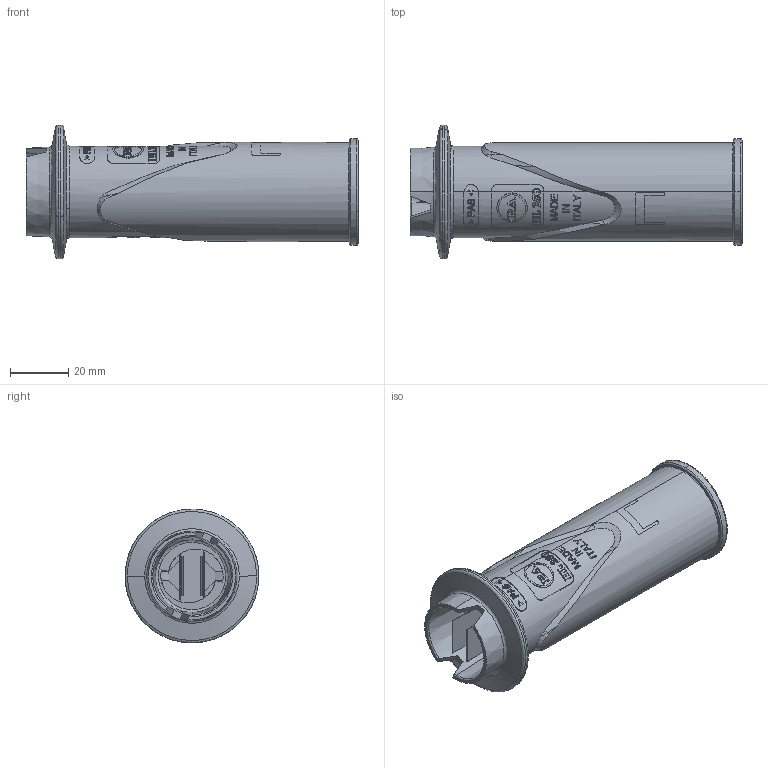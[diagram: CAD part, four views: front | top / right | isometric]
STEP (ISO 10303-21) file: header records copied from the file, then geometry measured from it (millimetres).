
FILE_DESCRIPTION (( 'STEP AP203' ), '1' );
FILE_NAME ('7920.STEP', '2023-12-19T18:20:49', ( '' ), ( '' ), 'SwSTEP 2.0', 'SolidWorks 2023', '' );
FILE_SCHEMA (( 'CONFIG_CONTROL_DESIGN' ));
Length unit declared in the file: millimetre
Products named in the file (1): 7920
Bounding box: 114 x 45.95 x 46 mm (x, y, z)
Volume: 80699 mm3; surface area: 20892.7 mm2
Topology: 1 solids, 4 shells, 948 faces, 2567 edges, 1709 vertices
Faces by surface type: plane 461, bspline 305, cylinder 155, cone 27
Entity records: 43301 total; most frequent: CARTESIAN_POINT 21863, ORIENTED_EDGE 5126, DIRECTION 3399, EDGE_CURVE 2563, VERTEX_POINT 1709, AXIS2_PLACEMENT_3D 1137, VECTOR 1125, LINE 1125
